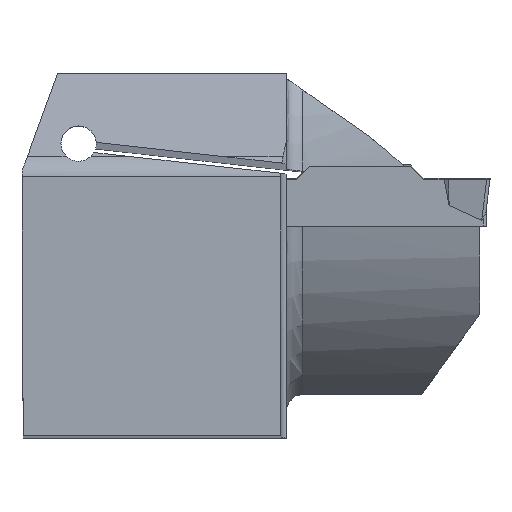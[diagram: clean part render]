
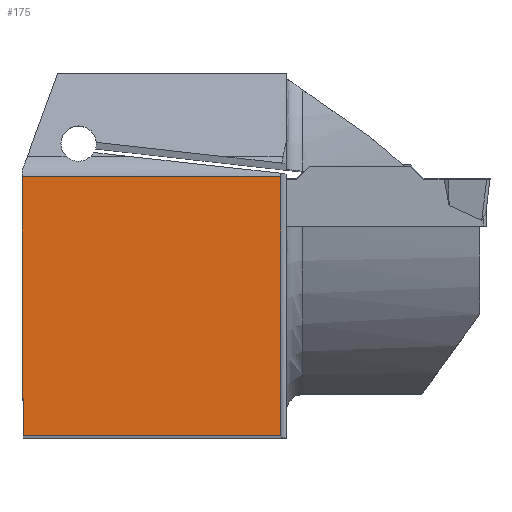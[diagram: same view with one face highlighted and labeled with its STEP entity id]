
A CAD part, top view. The second image highlights one B-rep face of the part: STEP entity #175.
In plain terms, the highlighted planar face has unit normal (0, 0, 1).
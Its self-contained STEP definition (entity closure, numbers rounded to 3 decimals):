
#120=PLANE('',#1480);
#175=ADVANCED_FACE('CU_BACK_SU1',(#254),#120,.F.);
#254=FACE_OUTER_BOUND('',#320,.T.);
#320=EDGE_LOOP('',(#566,#567,#568,#569));
#566=ORIENTED_EDGE('',*,*,#1028,.T.);
#567=ORIENTED_EDGE('',*,*,#1009,.F.);
#568=ORIENTED_EDGE('',*,*,#1029,.T.);
#569=ORIENTED_EDGE('',*,*,#974,.T.);
#842=VERTEX_POINT('',#2083);
#843=VERTEX_POINT('',#2085);
#866=VERTEX_POINT('',#2202);
#867=VERTEX_POINT('',#2204);
#974=EDGE_CURVE('',#843,#842,#1138,.T.);
#1009=EDGE_CURVE('',#866,#867,#1158,.T.);
#1028=EDGE_CURVE('',#842,#867,#1170,.T.);
#1029=EDGE_CURVE('',#866,#843,#1171,.T.);
#1138=LINE('',#2084,#1259);
#1158=LINE('',#2203,#1279);
#1170=LINE('',#2250,#1291);
#1171=LINE('',#2251,#1292);
#1259=VECTOR('',#1621,1.);
#1279=VECTOR('',#1681,1.);
#1291=VECTOR('',#1715,1.);
#1292=VECTOR('',#1716,1.);
#1480=AXIS2_PLACEMENT_3D('',#2252,#1717,#1718);
#1621=DIRECTION('',(0.004,-1.,0.));
#1681=DIRECTION('',(0.,-1.,0.));
#1715=DIRECTION('',(1.,0.,0.));
#1716=DIRECTION('',(-1.,0.,0.));
#1717=DIRECTION('',(0.,0.,-1.));
#1718=DIRECTION('',(0.,-1.,0.));
#2083=CARTESIAN_POINT('',(0.109,0.,0.));
#2084=CARTESIAN_POINT('',(-0.088,44.976,0.));
#2085=CARTESIAN_POINT('',(0.,24.875,0.));
#2202=CARTESIAN_POINT('',(24.875,24.875,0.));
#2203=CARTESIAN_POINT('',(24.875,44.875,0.));
#2204=CARTESIAN_POINT('',(24.875,0.,0.));
#2250=CARTESIAN_POINT('',(-23.244,0.,0.));
#2251=CARTESIAN_POINT('',(-23.244,24.875,0.));
#2252=CARTESIAN_POINT('',(-23.244,44.875,0.));
